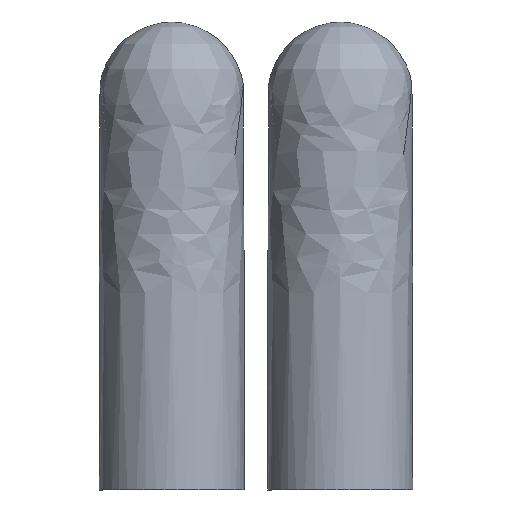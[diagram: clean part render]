
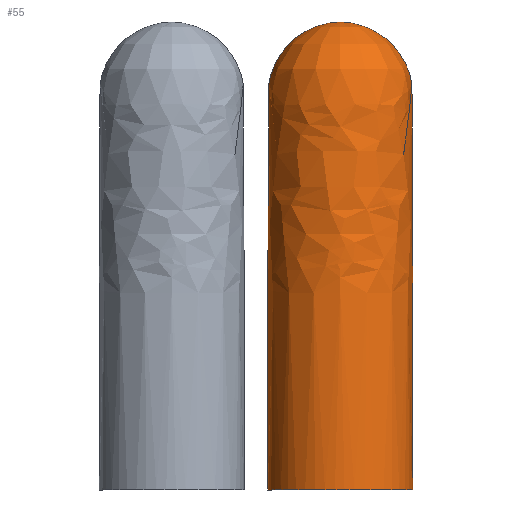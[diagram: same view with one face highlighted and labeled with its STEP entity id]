
A CAD part, left-side view. The second image highlights one B-rep face of the part: STEP entity #55.
In plain terms, the highlighted free-form (B-spline) face has degree [2, 2] with [5, 5] control points.
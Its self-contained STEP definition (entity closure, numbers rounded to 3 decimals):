
#55=ADVANCED_FACE('',(#103),#567,.T.);
#103=FACE_OUTER_BOUND('',#151,.T.);
#151=EDGE_LOOP('',(#243,#244,#245));
#243=ORIENTED_EDGE('',*,*,#377,.T.);
#244=ORIENTED_EDGE('',*,*,#373,.F.);
#245=ORIENTED_EDGE('',*,*,#370,.F.);
#370=EDGE_CURVE('',#518,#521,#460,.T.);
#373=EDGE_CURVE('',#521,#523,#462,.T.);
#377=EDGE_CURVE('',#518,#523,#466,.T.);
#460=(
BOUNDED_CURVE()
B_SPLINE_CURVE(2,(#1258,#1259,#1260,#1261,#1262),.UNSPECIFIED.,.F.,.F.)
B_SPLINE_CURVE_WITH_KNOTS((3,2,3),(0.032,3.235,
24.359),.UNSPECIFIED.)
CURVE()
GEOMETRIC_REPRESENTATION_ITEM()
RATIONAL_B_SPLINE_CURVE((1.,0.713,1.,1.,1.))
REPRESENTATION_ITEM('')
);
#462=(
BOUNDED_CURVE()
B_SPLINE_CURVE(2,(#1270,#1271,#1272,#1273,#1274),.UNSPECIFIED.,.F.,.F.)
B_SPLINE_CURVE_WITH_KNOTS((3,2,3),(0.,6.144,12.288),
 .UNSPECIFIED.)
CURVE()
GEOMETRIC_REPRESENTATION_ITEM()
RATIONAL_B_SPLINE_CURVE((1.,0.707,1.,0.707,1.))
REPRESENTATION_ITEM('')
);
#466=(
BOUNDED_CURVE()
B_SPLINE_CURVE(2,(#1290,#1291,#1292,#1293,#1294),.UNSPECIFIED.,.F.,.F.)
B_SPLINE_CURVE_WITH_KNOTS((3,2,3),(0.032,3.235,
24.359),.UNSPECIFIED.)
CURVE()
GEOMETRIC_REPRESENTATION_ITEM()
RATIONAL_B_SPLINE_CURVE((1.,0.713,1.,1.,1.))
REPRESENTATION_ITEM('')
);
#518=VERTEX_POINT('',#1252);
#521=VERTEX_POINT('',#1255);
#523=VERTEX_POINT('',#1257);
#567=(
BOUNDED_SURFACE()
B_SPLINE_SURFACE(2,2,((#1157,#1158,#1159,#1160,#1161),(#1162,#1163,#1164,
#1165,#1166),(#1167,#1168,#1169,#1170,#1171),(#1172,#1173,#1174,#1175,#1176),
(#1177,#1178,#1179,#1180,#1181)),.UNSPECIFIED.,.F.,.F.,.F.)
B_SPLINE_SURFACE_WITH_KNOTS((3,2,3),(3,2,3),(0.,6.144,12.288),
(0.032,3.235,24.359),.UNSPECIFIED.)
GEOMETRIC_REPRESENTATION_ITEM()
RATIONAL_B_SPLINE_SURFACE(((1.,0.713,1.,1.,1.),(0.707,
0.504,0.707,0.707,0.707),
(1.,0.713,1.,1.,1.),(0.707,0.504,0.707,
0.707,0.707),(1.,0.713,1.,1.,1.)))
REPRESENTATION_ITEM('')
SURFACE()
);
#1157=CARTESIAN_POINT('',(0.,-5.65,12.233));
#1158=CARTESIAN_POINT('',(0.,-9.562,12.172));
#1159=CARTESIAN_POINT('',(0.,-9.562,8.26));
#1160=CARTESIAN_POINT('',(0.,-9.562,-2.37));
#1161=CARTESIAN_POINT('',(0.,-9.562,-13.));
#1162=CARTESIAN_POINT('',(0.,-5.65,12.233));
#1163=CARTESIAN_POINT('',(-3.911,-9.562,12.172));
#1164=CARTESIAN_POINT('',(-3.911,-9.562,8.26));
#1165=CARTESIAN_POINT('',(-3.911,-9.562,-2.37));
#1166=CARTESIAN_POINT('',(-3.911,-9.562,-13.));
#1167=CARTESIAN_POINT('',(0.,-5.65,12.233));
#1168=CARTESIAN_POINT('',(-3.911,-5.65,12.172));
#1169=CARTESIAN_POINT('',(-3.911,-5.65,8.26));
#1170=CARTESIAN_POINT('',(-3.911,-5.65,-2.37));
#1171=CARTESIAN_POINT('',(-3.911,-5.65,-13.));
#1172=CARTESIAN_POINT('',(0.,-5.65,12.233));
#1173=CARTESIAN_POINT('',(-3.911,-1.739,12.172));
#1174=CARTESIAN_POINT('',(-3.911,-1.739,8.26));
#1175=CARTESIAN_POINT('',(-3.911,-1.739,-2.37));
#1176=CARTESIAN_POINT('',(-3.911,-1.739,-13.));
#1177=CARTESIAN_POINT('',(0.,-5.65,12.233));
#1178=CARTESIAN_POINT('',(0.,-1.739,12.172));
#1179=CARTESIAN_POINT('',(0.,-1.739,8.26));
#1180=CARTESIAN_POINT('',(0.,-1.739,-2.37));
#1181=CARTESIAN_POINT('',(0.,-1.739,-13.));
#1252=CARTESIAN_POINT('',(0.,-5.65,12.233));
#1255=CARTESIAN_POINT('',(0.,-9.562,-13.));
#1257=CARTESIAN_POINT('',(0.,-1.739,-13.));
#1258=CARTESIAN_POINT('',(0.,-5.65,12.233));
#1259=CARTESIAN_POINT('',(0.,-9.562,12.172));
#1260=CARTESIAN_POINT('',(0.,-9.562,8.26));
#1261=CARTESIAN_POINT('',(0.,-9.562,-2.37));
#1262=CARTESIAN_POINT('',(0.,-9.562,-13.));
#1270=CARTESIAN_POINT('',(0.,-9.562,-13.));
#1271=CARTESIAN_POINT('',(-3.911,-9.562,-13.));
#1272=CARTESIAN_POINT('',(-3.911,-5.65,-13.));
#1273=CARTESIAN_POINT('',(-3.911,-1.739,-13.));
#1274=CARTESIAN_POINT('',(0.,-1.739,-13.));
#1290=CARTESIAN_POINT('',(0.,-5.65,12.233));
#1291=CARTESIAN_POINT('',(0.,-1.739,12.172));
#1292=CARTESIAN_POINT('',(0.,-1.739,8.26));
#1293=CARTESIAN_POINT('',(0.,-1.739,-2.37));
#1294=CARTESIAN_POINT('',(0.,-1.739,-13.));
